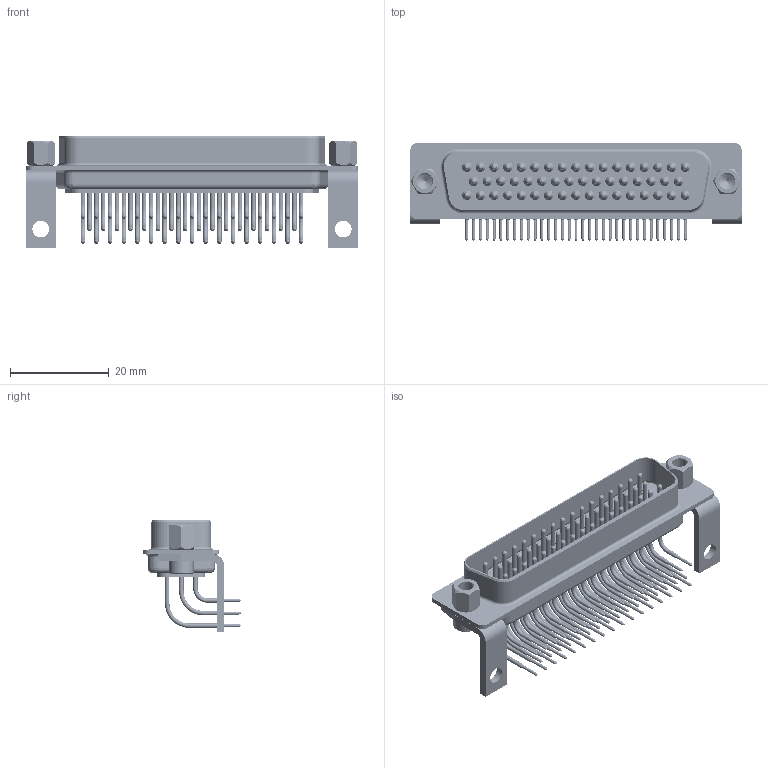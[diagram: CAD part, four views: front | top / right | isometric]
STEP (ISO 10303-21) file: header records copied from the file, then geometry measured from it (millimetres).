
FILE_DESCRIPTION(/* description */ ('I50P'),/* implementation_level */ '2;1');
FILE_NAME(/* name */ 'K060803.stp',/* time_stamp */ '2017-05-02T10:10:39+02:00',/* author */ ('M. Rickli'),/* organization */ (''),/* preprocessor_version */ 'ST-DEVELOPER v15.6',/* originating_system */ 'Autodesk Inventor 2015',/* authorisation */ '');
FILE_SCHEMA (('AUTOMOTIVE_DESIGN { 1 0 10303 214 3 1 1 }'));
Length unit declared in the file: millimetre
Products named in the file (10): N00789_BG; R+B00082_BG; R+B00914_BG; R+B00913_BG; R+B00132_BG; R+B00133_BG; R+B00500_BG; R+B00102_male_BG; R+B00903_BG; K060803
Assembly tree (59 placements, depth 2):
  K060803
    N00789_BG
    R+B00082_BG  x17
    R+B00914_BG  x17
    R+B00913_BG  x16
    R+B00132_BG
    R+B00133_BG
    R+B00500_BG  x2
    R+B00102_male_BG  x2
    R+B00903_BG  x2
Bounding box: 67.1 x 19.72 x 22.7 mm (x, y, z)
Volume: 5118.1 mm3; surface area: 13999.7 mm2
Topology: 59 solids, 59 shells, 7228 faces, 19972 edges, 13106 vertices
Faces by surface type: plane 4240, cylinder 2506, cone 318, torus 72, sphere 50, bspline 42
Full cylindrical faces by diameter (mm): 0.242 x2, 0.281 x2, 0.6 x50, 0.9 x100, 1 x50, 1.6 x50, 1.602 x100, 1.92 x50, 1.94 x50, 1.96 x100, 2.3 x50, 3 x6, 3.2 x2, 3.4 x2, 4 x2, 4.05 x2, 4.06 x4, 5 x6
Entity records: 32406 total; most frequent: CARTESIAN_POINT 8956, DIRECTION 4752, ORIENTED_EDGE 4580, EDGE_CURVE 2290, AXIS2_PLACEMENT_3D 1738, VERTEX_POINT 1610, EDGE_LOOP 1382, LINE 1276
